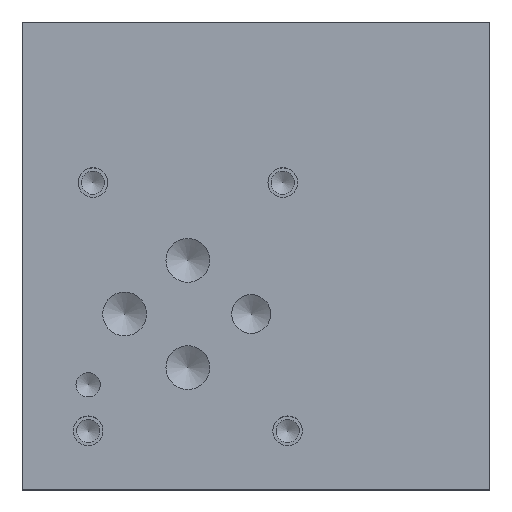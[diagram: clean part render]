
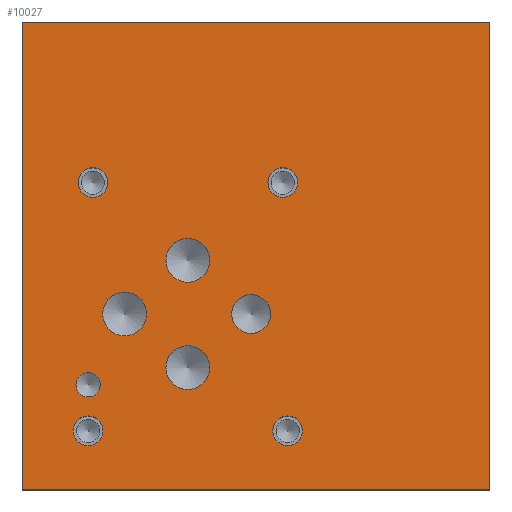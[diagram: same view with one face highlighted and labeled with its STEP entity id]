
A CAD part, top view. The second image highlights one B-rep face of the part: STEP entity #10027.
In plain terms, the highlighted planar face has unit normal (0, 0, 1).
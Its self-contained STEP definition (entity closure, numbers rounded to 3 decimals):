
#104=CIRCLE('',#10354,3.175);
#105=CIRCLE('',#10355,3.175);
#108=CIRCLE('',#10360,3.569);
#109=CIRCLE('',#10361,3.569);
#112=CIRCLE('',#10366,3.569);
#113=CIRCLE('',#10367,3.569);
#116=CIRCLE('',#10372,3.569);
#117=CIRCLE('',#10373,3.569);
#120=CIRCLE('',#10378,1.981);
#121=CIRCLE('',#10379,1.981);
#127=CIRCLE('',#10388,2.413);
#128=CIRCLE('',#10389,2.413);
#134=CIRCLE('',#10399,2.413);
#135=CIRCLE('',#10400,2.413);
#141=CIRCLE('',#10410,2.413);
#142=CIRCLE('',#10411,2.413);
#148=CIRCLE('',#10421,2.413);
#149=CIRCLE('',#10422,2.413);
#299=FACE_BOUND('',#1796,.T.);
#300=FACE_BOUND('',#1797,.T.);
#301=FACE_BOUND('',#1798,.T.);
#302=FACE_BOUND('',#1799,.T.);
#303=FACE_BOUND('',#1800,.T.);
#304=FACE_BOUND('',#1801,.T.);
#305=FACE_BOUND('',#1802,.T.);
#306=FACE_BOUND('',#1803,.T.);
#307=FACE_BOUND('',#1804,.T.);
#1219=FACE_OUTER_BOUND('',#1795,.T.);
#1795=EDGE_LOOP('',(#8775,#8776,#8777,#8778));
#1796=EDGE_LOOP('',(#8779,#8780));
#1797=EDGE_LOOP('',(#8781,#8782));
#1798=EDGE_LOOP('',(#8783,#8784));
#1799=EDGE_LOOP('',(#8785,#8786));
#1800=EDGE_LOOP('',(#8787,#8788));
#1801=EDGE_LOOP('',(#8789,#8790));
#1802=EDGE_LOOP('',(#8791,#8792));
#1803=EDGE_LOOP('',(#8793,#8794));
#1804=EDGE_LOOP('',(#8795,#8796));
#2119=LINE('',#14842,#3076);
#2609=LINE('',#16361,#3566);
#2667=LINE('',#16632,#3624);
#2762=LINE('',#17202,#3719);
#3076=VECTOR('',#11054,10.);
#3566=VECTOR('',#11902,10.);
#3624=VECTOR('',#12014,10.);
#3719=VECTOR('',#12577,10.);
#4056=VERTEX_POINT('',#14839);
#4057=VERTEX_POINT('',#14841);
#4427=VERTEX_POINT('',#16359);
#4485=VERTEX_POINT('',#16631);
#4513=VERTEX_POINT('',#16707);
#4514=VERTEX_POINT('',#16708);
#4518=VERTEX_POINT('',#16720);
#4519=VERTEX_POINT('',#16721);
#4523=VERTEX_POINT('',#16733);
#4524=VERTEX_POINT('',#16734);
#4528=VERTEX_POINT('',#16746);
#4529=VERTEX_POINT('',#16747);
#4533=VERTEX_POINT('',#16759);
#4534=VERTEX_POINT('',#16760);
#4541=VERTEX_POINT('',#16779);
#4542=VERTEX_POINT('',#16780);
#4549=VERTEX_POINT('',#16801);
#4550=VERTEX_POINT('',#16802);
#4557=VERTEX_POINT('',#16823);
#4558=VERTEX_POINT('',#16824);
#4565=VERTEX_POINT('',#16845);
#4566=VERTEX_POINT('',#16846);
#5167=EDGE_CURVE('',#4057,#4056,#2119,.T.);
#5721=EDGE_CURVE('',#4056,#4427,#2609,.T.);
#5803=EDGE_CURVE('',#4485,#4057,#2667,.T.);
#5840=EDGE_CURVE('',#4513,#4514,#104,.T.);
#5841=EDGE_CURVE('',#4514,#4513,#105,.T.);
#5846=EDGE_CURVE('',#4518,#4519,#108,.T.);
#5847=EDGE_CURVE('',#4519,#4518,#109,.T.);
#5852=EDGE_CURVE('',#4523,#4524,#112,.T.);
#5853=EDGE_CURVE('',#4524,#4523,#113,.T.);
#5858=EDGE_CURVE('',#4528,#4529,#116,.T.);
#5859=EDGE_CURVE('',#4529,#4528,#117,.T.);
#5864=EDGE_CURVE('',#4533,#4534,#120,.T.);
#5865=EDGE_CURVE('',#4534,#4533,#121,.T.);
#5873=EDGE_CURVE('',#4541,#4542,#127,.T.);
#5874=EDGE_CURVE('',#4542,#4541,#128,.T.);
#5883=EDGE_CURVE('',#4549,#4550,#134,.T.);
#5884=EDGE_CURVE('',#4550,#4549,#135,.T.);
#5893=EDGE_CURVE('',#4557,#4558,#141,.T.);
#5894=EDGE_CURVE('',#4558,#4557,#142,.T.);
#5903=EDGE_CURVE('',#4565,#4566,#148,.T.);
#5904=EDGE_CURVE('',#4566,#4565,#149,.T.);
#6042=EDGE_CURVE('',#4427,#4485,#2762,.T.);
#8775=ORIENTED_EDGE('',*,*,#5167,.T.);
#8776=ORIENTED_EDGE('',*,*,#5721,.T.);
#8777=ORIENTED_EDGE('',*,*,#6042,.T.);
#8778=ORIENTED_EDGE('',*,*,#5803,.T.);
#8779=ORIENTED_EDGE('',*,*,#5840,.T.);
#8780=ORIENTED_EDGE('',*,*,#5841,.T.);
#8781=ORIENTED_EDGE('',*,*,#5846,.T.);
#8782=ORIENTED_EDGE('',*,*,#5847,.T.);
#8783=ORIENTED_EDGE('',*,*,#5852,.T.);
#8784=ORIENTED_EDGE('',*,*,#5853,.T.);
#8785=ORIENTED_EDGE('',*,*,#5858,.T.);
#8786=ORIENTED_EDGE('',*,*,#5859,.T.);
#8787=ORIENTED_EDGE('',*,*,#5864,.T.);
#8788=ORIENTED_EDGE('',*,*,#5865,.T.);
#8789=ORIENTED_EDGE('',*,*,#5873,.T.);
#8790=ORIENTED_EDGE('',*,*,#5874,.T.);
#8791=ORIENTED_EDGE('',*,*,#5883,.T.);
#8792=ORIENTED_EDGE('',*,*,#5884,.T.);
#8793=ORIENTED_EDGE('',*,*,#5893,.T.);
#8794=ORIENTED_EDGE('',*,*,#5894,.T.);
#8795=ORIENTED_EDGE('',*,*,#5903,.T.);
#8796=ORIENTED_EDGE('',*,*,#5904,.T.);
#9109=PLANE('',#10569);
#10027=ADVANCED_FACE('',(#1219,#299,#300,#301,#302,#303,#304,#305,#306,
#307),#9109,.T.);
#10354=AXIS2_PLACEMENT_3D('',#16709,#12083,#12084);
#10355=AXIS2_PLACEMENT_3D('',#16710,#12085,#12086);
#10360=AXIS2_PLACEMENT_3D('',#16722,#12097,#12098);
#10361=AXIS2_PLACEMENT_3D('',#16723,#12099,#12100);
#10366=AXIS2_PLACEMENT_3D('',#16735,#12111,#12112);
#10367=AXIS2_PLACEMENT_3D('',#16736,#12113,#12114);
#10372=AXIS2_PLACEMENT_3D('',#16748,#12125,#12126);
#10373=AXIS2_PLACEMENT_3D('',#16749,#12127,#12128);
#10378=AXIS2_PLACEMENT_3D('',#16761,#12139,#12140);
#10379=AXIS2_PLACEMENT_3D('',#16762,#12141,#12142);
#10388=AXIS2_PLACEMENT_3D('',#16781,#12161,#12162);
#10389=AXIS2_PLACEMENT_3D('',#16782,#12163,#12164);
#10399=AXIS2_PLACEMENT_3D('',#16803,#12186,#12187);
#10400=AXIS2_PLACEMENT_3D('',#16804,#12188,#12189);
#10410=AXIS2_PLACEMENT_3D('',#16825,#12211,#12212);
#10411=AXIS2_PLACEMENT_3D('',#16826,#12213,#12214);
#10421=AXIS2_PLACEMENT_3D('',#16847,#12236,#12237);
#10422=AXIS2_PLACEMENT_3D('',#16848,#12238,#12239);
#10569=AXIS2_PLACEMENT_3D('',#17205,#12582,#12583);
#11054=DIRECTION('',(1.,0.,0.));
#11902=DIRECTION('',(0.,1.,0.));
#12014=DIRECTION('',(0.,-1.,0.));
#12083=DIRECTION('center_axis',(0.,0.,-1.));
#12084=DIRECTION('ref_axis',(1.,0.,0.));
#12085=DIRECTION('center_axis',(0.,0.,-1.));
#12086=DIRECTION('ref_axis',(1.,0.,0.));
#12097=DIRECTION('center_axis',(0.,0.,-1.));
#12098=DIRECTION('ref_axis',(1.,0.,0.));
#12099=DIRECTION('center_axis',(0.,0.,-1.));
#12100=DIRECTION('ref_axis',(1.,0.,0.));
#12111=DIRECTION('center_axis',(0.,0.,-1.));
#12112=DIRECTION('ref_axis',(1.,0.,0.));
#12113=DIRECTION('center_axis',(0.,0.,-1.));
#12114=DIRECTION('ref_axis',(1.,0.,0.));
#12125=DIRECTION('center_axis',(0.,0.,-1.));
#12126=DIRECTION('ref_axis',(1.,0.,0.));
#12127=DIRECTION('center_axis',(0.,0.,-1.));
#12128=DIRECTION('ref_axis',(1.,0.,0.));
#12139=DIRECTION('center_axis',(0.,0.,-1.));
#12140=DIRECTION('ref_axis',(1.,0.,0.));
#12141=DIRECTION('center_axis',(0.,0.,-1.));
#12142=DIRECTION('ref_axis',(1.,0.,0.));
#12161=DIRECTION('center_axis',(0.,0.,-1.));
#12162=DIRECTION('ref_axis',(1.,0.,0.));
#12163=DIRECTION('center_axis',(0.,0.,-1.));
#12164=DIRECTION('ref_axis',(1.,0.,0.));
#12186=DIRECTION('center_axis',(0.,0.,-1.));
#12187=DIRECTION('ref_axis',(1.,0.,0.));
#12188=DIRECTION('center_axis',(0.,0.,-1.));
#12189=DIRECTION('ref_axis',(1.,0.,0.));
#12211=DIRECTION('center_axis',(0.,0.,-1.));
#12212=DIRECTION('ref_axis',(1.,0.,0.));
#12213=DIRECTION('center_axis',(0.,0.,-1.));
#12214=DIRECTION('ref_axis',(1.,0.,0.));
#12236=DIRECTION('center_axis',(0.,0.,-1.));
#12237=DIRECTION('ref_axis',(1.,0.,0.));
#12238=DIRECTION('center_axis',(0.,0.,-1.));
#12239=DIRECTION('ref_axis',(1.,0.,0.));
#12577=DIRECTION('',(-1.,0.,0.));
#12582=DIRECTION('center_axis',(0.,0.,1.));
#12583=DIRECTION('ref_axis',(1.,0.,0.));
#14839=CARTESIAN_POINT('',(76.2,0.,76.2));
#14841=CARTESIAN_POINT('',(0.,0.,76.2));
#14842=CARTESIAN_POINT('',(0.,0.,76.2));
#16359=CARTESIAN_POINT('',(76.2,76.2,76.2));
#16361=CARTESIAN_POINT('',(76.2,0.,76.2));
#16631=CARTESIAN_POINT('',(0.,76.2,76.2));
#16632=CARTESIAN_POINT('',(0.,76.2,76.2));
#16707=CARTESIAN_POINT('',(40.488,28.575,76.2));
#16708=CARTESIAN_POINT('',(34.138,28.575,76.2));
#16709=CARTESIAN_POINT('Origin',(37.313,28.575,76.2));
#16710=CARTESIAN_POINT('Origin',(37.313,28.575,76.2));
#16720=CARTESIAN_POINT('',(30.544,37.313,76.2));
#16721=CARTESIAN_POINT('',(23.406,37.313,76.2));
#16722=CARTESIAN_POINT('Origin',(26.975,37.313,76.2));
#16723=CARTESIAN_POINT('Origin',(26.975,37.313,76.2));
#16733=CARTESIAN_POINT('',(20.231,28.575,76.2));
#16734=CARTESIAN_POINT('',(13.094,28.575,76.2));
#16735=CARTESIAN_POINT('Origin',(16.662,28.575,76.2));
#16736=CARTESIAN_POINT('Origin',(16.662,28.575,76.2));
#16746=CARTESIAN_POINT('',(30.544,19.837,76.2));
#16747=CARTESIAN_POINT('',(23.406,19.837,76.2));
#16748=CARTESIAN_POINT('Origin',(26.975,19.837,76.2));
#16749=CARTESIAN_POINT('Origin',(26.975,19.837,76.2));
#16759=CARTESIAN_POINT('',(12.7,17.018,76.2));
#16760=CARTESIAN_POINT('',(8.738,17.018,76.2));
#16761=CARTESIAN_POINT('Origin',(10.719,17.018,76.2));
#16762=CARTESIAN_POINT('Origin',(10.719,17.018,76.2));
#16779=CARTESIAN_POINT('',(45.669,9.525,76.2));
#16780=CARTESIAN_POINT('',(40.843,9.525,76.2));
#16781=CARTESIAN_POINT('Origin',(43.256,9.525,76.2));
#16782=CARTESIAN_POINT('Origin',(43.256,9.525,76.2));
#16801=CARTESIAN_POINT('',(13.919,50.013,76.2));
#16802=CARTESIAN_POINT('',(9.093,50.013,76.2));
#16803=CARTESIAN_POINT('Origin',(11.506,50.013,76.2));
#16804=CARTESIAN_POINT('Origin',(11.506,50.013,76.2));
#16823=CARTESIAN_POINT('',(44.882,50.013,76.2));
#16824=CARTESIAN_POINT('',(40.056,50.013,76.2));
#16825=CARTESIAN_POINT('Origin',(42.469,50.013,76.2));
#16826=CARTESIAN_POINT('Origin',(42.469,50.013,76.2));
#16845=CARTESIAN_POINT('',(13.132,9.525,76.2));
#16846=CARTESIAN_POINT('',(8.306,9.525,76.2));
#16847=CARTESIAN_POINT('Origin',(10.719,9.525,76.2));
#16848=CARTESIAN_POINT('Origin',(10.719,9.525,76.2));
#17202=CARTESIAN_POINT('',(76.2,76.2,76.2));
#17205=CARTESIAN_POINT('Origin',(38.1,38.1,76.2));
